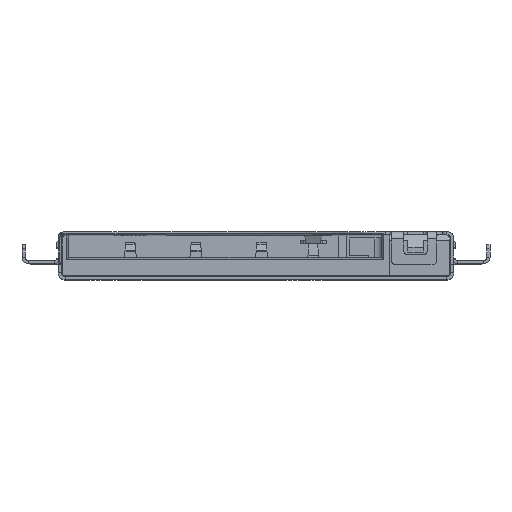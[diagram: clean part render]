
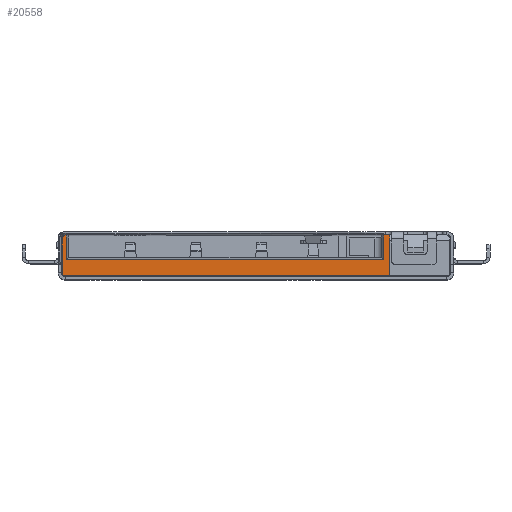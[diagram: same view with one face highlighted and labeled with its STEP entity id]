
A CAD part, top view. The second image highlights one B-rep face of the part: STEP entity #20558.
In plain terms, the highlighted planar face has unit normal (0, 0, 1).
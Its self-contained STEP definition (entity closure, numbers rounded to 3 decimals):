
#204=DIRECTION('',(1.,0.,0.));
#205=VECTOR('',#204,12.675);
#206=CARTESIAN_POINT('',(-1.299,8.357,21.548));
#207=LINE('',#206,#205);
#817=DIRECTION('',(0.,1.,0.));
#818=VECTOR('',#817,1.58);
#819=CARTESIAN_POINT('',(11.376,8.357,21.548));
#820=LINE('',#819,#818);
#821=DIRECTION('',(0.,1.,0.));
#822=VECTOR('',#821,1.469);
#823=CARTESIAN_POINT('',(-1.299,8.357,21.548));
#824=LINE('',#823,#822);
#825=DIRECTION('',(0.759,0.651,0.));
#826=VECTOR('',#825,0.171);
#827=CARTESIAN_POINT('',(-1.299,9.825,21.548));
#828=LINE('',#827,#826);
#829=DIRECTION('',(0.,-1.,0.));
#830=VECTOR('',#829,0.96);
#831=CARTESIAN_POINT('',(-1.149,9.937,21.548));
#832=LINE('',#831,#830);
#833=DIRECTION('',(1.,0.,0.));
#834=VECTOR('',#833,12.3);
#835=CARTESIAN_POINT('',(-1.149,8.977,21.548));
#836=LINE('',#835,#834);
#837=DIRECTION('',(0.,1.,0.));
#838=VECTOR('',#837,0.96);
#839=CARTESIAN_POINT('',(11.151,8.977,21.548));
#840=LINE('',#839,#838);
#2227=DIRECTION('',(-1.,0.,0.));
#2228=VECTOR('',#2227,0.225);
#2229=CARTESIAN_POINT('',(11.376,9.937,21.548));
#2230=LINE('',#2229,#2228);
#11911=DIRECTION('',(-1.,0.,0.));
#11912=VECTOR('',#11911,0.02);
#11913=CARTESIAN_POINT('',(-1.149,9.937,
21.548));
#11914=LINE('',#11913,#11912);
#16183=CARTESIAN_POINT('',(-1.299,8.357,
21.548));
#16184=VERTEX_POINT('',#16183);
#16185=CARTESIAN_POINT('',(11.376,8.357,21.548));
#16186=VERTEX_POINT('',#16185);
#17261=CARTESIAN_POINT('',(11.376,9.937,21.548));
#17262=VERTEX_POINT('',#17261);
#17263=CARTESIAN_POINT('',(11.151,9.937,21.548));
#17264=VERTEX_POINT('',#17263);
#17271=CARTESIAN_POINT('',(-1.149,9.937,
21.548));
#17272=VERTEX_POINT('',#17271);
#17273=CARTESIAN_POINT('',(-1.169,9.937,
21.548));
#17274=VERTEX_POINT('',#17273);
#17802=CARTESIAN_POINT('',(-1.299,9.825,
21.548));
#17803=VERTEX_POINT('',#17802);
#17804=CARTESIAN_POINT('',(-1.149,8.977,
21.548));
#17805=VERTEX_POINT('',#17804);
#17806=CARTESIAN_POINT('',(11.151,8.977,21.548));
#17807=VERTEX_POINT('',#17806);
#20535=CARTESIAN_POINT('',(5.038,9.147,21.548));
#20536=DIRECTION('',(0.,0.,1.));
#20537=DIRECTION('',(-1.,0.,0.));
#20538=AXIS2_PLACEMENT_3D('',#20535,#20536,#20537);
#20539=PLANE('',#20538);
#20540=ORIENTED_EDGE('',*,*,#19968,.F.);
#20542=ORIENTED_EDGE('',*,*,#20541,.T.);
#20544=ORIENTED_EDGE('',*,*,#20543,.T.);
#20546=ORIENTED_EDGE('',*,*,#20545,.F.);
#20548=ORIENTED_EDGE('',*,*,#20547,.T.);
#20550=ORIENTED_EDGE('',*,*,#20549,.T.);
#20552=ORIENTED_EDGE('',*,*,#20551,.T.);
#20554=ORIENTED_EDGE('',*,*,#20553,.F.);
#20555=ORIENTED_EDGE('',*,*,#20528,.F.);
#20556=EDGE_LOOP('',(#20540,#20542,#20544,#20546,#20548,#20550,#20552,#20554,
#20555));
#20557=FACE_OUTER_BOUND('',#20556,.F.);
#19968=EDGE_CURVE('',#16184,#16186,#207,.T.);
#20528=EDGE_CURVE('',#16186,#17262,#820,.T.);
#20541=EDGE_CURVE('',#16184,#17803,#824,.T.);
#20543=EDGE_CURVE('',#17803,#17274,#828,.T.);
#20545=EDGE_CURVE('',#17272,#17274,#11914,.T.);
#20547=EDGE_CURVE('',#17272,#17805,#832,.T.);
#20549=EDGE_CURVE('',#17805,#17807,#836,.T.);
#20551=EDGE_CURVE('',#17807,#17264,#840,.T.);
#20553=EDGE_CURVE('',#17262,#17264,#2230,.T.);
#20558=ADVANCED_FACE('',(#20557),#20539,.T.);
